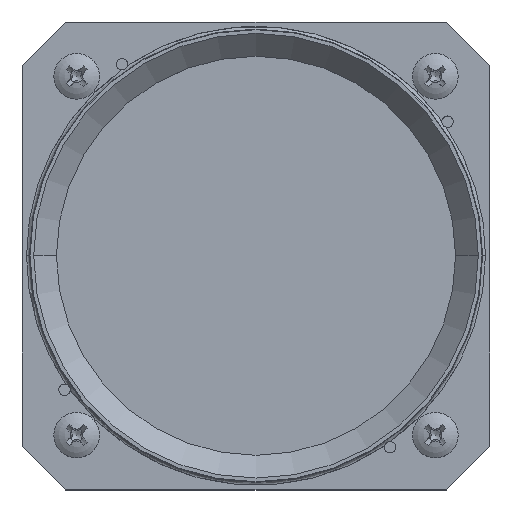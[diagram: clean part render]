
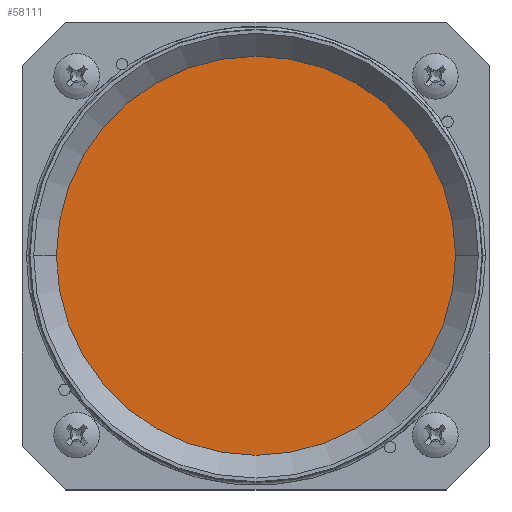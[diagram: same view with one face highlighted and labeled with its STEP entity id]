
A CAD part, top view. The second image highlights one B-rep face of the part: STEP entity #58111.
In plain terms, the highlighted planar face has unit normal (0, 0, 1).
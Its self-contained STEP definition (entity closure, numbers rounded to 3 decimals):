
#58083 = VERTEX_POINT('',#58084);
#58084 = CARTESIAN_POINT('',(37.978,0.,0.));
#58100 = EDGE_CURVE('',#58083,#58083,#58101,.T.);
#58101 = CIRCLE('',#58102,37.978);
#58102 = AXIS2_PLACEMENT_3D('',#58103,#58104,#58105);
#58103 = CARTESIAN_POINT('',(0.,0.,0.));
#58104 = DIRECTION('',(0.,0.,1.));
#58105 = DIRECTION('',(1.,0.,0.));
#58111 = ADVANCED_FACE('',(#58112),#58115,.T.);
#58112 = FACE_BOUND('',#58113,.T.);
#58113 = EDGE_LOOP('',(#58114));
#58114 = ORIENTED_EDGE('',*,*,#58100,.T.);
#58115 = PLANE('',#58116);
#58116 = AXIS2_PLACEMENT_3D('',#58117,#58118,#58119);
#58117 = CARTESIAN_POINT('',(0.,0.,0.));
#58118 = DIRECTION('',(0.,0.,1.));
#58119 = DIRECTION('',(1.,0.,0.));
